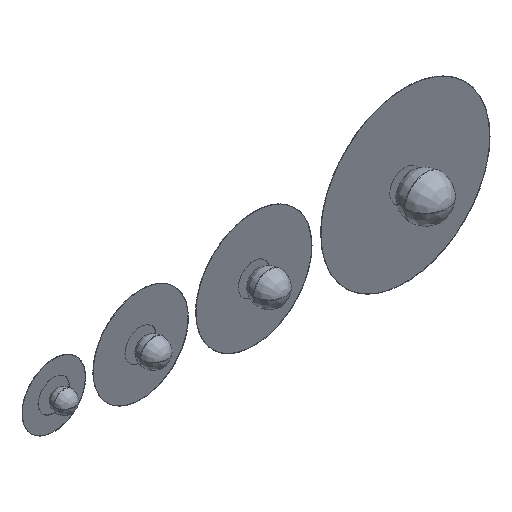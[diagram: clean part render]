
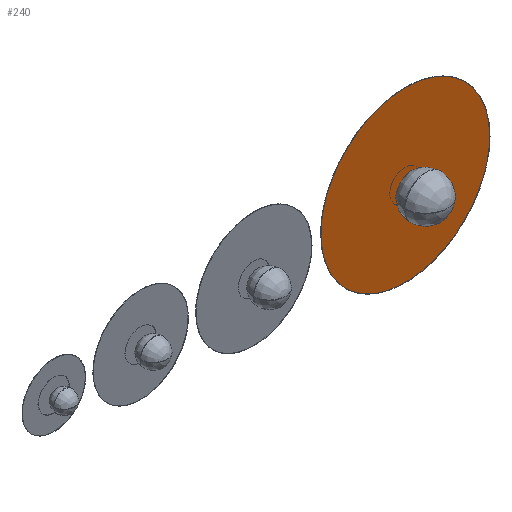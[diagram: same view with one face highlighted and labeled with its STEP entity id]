
A CAD part, isometric view. The second image highlights one B-rep face of the part: STEP entity #240.
In plain terms, the highlighted planar face has unit normal (0, -1, 0).
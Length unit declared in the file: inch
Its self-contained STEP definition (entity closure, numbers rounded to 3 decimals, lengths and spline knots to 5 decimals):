
#39=FACE_BOUND('',#612,.T.);
#240=ADVANCED_FACE('',(#425,#39),#2611,.T.);
#425=FACE_OUTER_BOUND('',#611,.T.);
#611=EDGE_LOOP('',(#838,#839));
#612=EDGE_LOOP('',(#840,#841));
#838=ORIENTED_EDGE('',*,*,#1607,.T.);
#839=ORIENTED_EDGE('',*,*,#1609,.F.);
#840=ORIENTED_EDGE('',*,*,#1610,.T.);
#841=ORIENTED_EDGE('',*,*,#1603,.F.);
#1603=EDGE_CURVE('',#2367,#2364,#1997,.T.);
#1607=EDGE_CURVE('',#2370,#2371,#2001,.T.);
#1609=EDGE_CURVE('',#2370,#2371,#2003,.T.);
#1610=EDGE_CURVE('',#2367,#2364,#2004,.T.);
#1997=(
BOUNDED_CURVE()
B_SPLINE_CURVE(2,(#3244,#3245,#3246,#3247,#3248),.UNSPECIFIED.,.F.,.F.)
B_SPLINE_CURVE_WITH_KNOTS((3,2,3),(-22.77655,-11.38827,0.),
 .UNSPECIFIED.)
CURVE()
GEOMETRIC_REPRESENTATION_ITEM()
RATIONAL_B_SPLINE_CURVE((1.,0.707,1.,0.707,1.))
REPRESENTATION_ITEM('')
);
#2001=(
BOUNDED_CURVE()
B_SPLINE_CURVE(2,(#3258,#3259,#3260,#3261,#3262),.UNSPECIFIED.,.F.,.F.)
B_SPLINE_CURVE_WITH_KNOTS((3,2,3),(-1356.53971,-678.26985,
0.),.UNSPECIFIED.)
CURVE()
GEOMETRIC_REPRESENTATION_ITEM()
RATIONAL_B_SPLINE_CURVE((1.,0.707,1.,0.707,1.))
REPRESENTATION_ITEM('')
);
#2003=(
BOUNDED_CURVE()
B_SPLINE_CURVE(2,(#3268,#3269,#3270,#3271,#3272),.UNSPECIFIED.,.F.,.F.)
B_SPLINE_CURVE_WITH_KNOTS((3,2,3),(0.,678.26985,1356.53971),
 .UNSPECIFIED.)
CURVE()
GEOMETRIC_REPRESENTATION_ITEM()
RATIONAL_B_SPLINE_CURVE((1.,0.707,1.,0.707,1.))
REPRESENTATION_ITEM('')
);
#2004=(
BOUNDED_CURVE()
B_SPLINE_CURVE(2,(#3273,#3274,#3275,#3276,#3277),.UNSPECIFIED.,.F.,.F.)
B_SPLINE_CURVE_WITH_KNOTS((3,2,3),(0.,11.38827,22.77655),
 .UNSPECIFIED.)
CURVE()
GEOMETRIC_REPRESENTATION_ITEM()
RATIONAL_B_SPLINE_CURVE((1.,0.707,1.,0.707,1.))
REPRESENTATION_ITEM('')
);
#2364=VERTEX_POINT('',#3227);
#2367=VERTEX_POINT('',#3230);
#2370=VERTEX_POINT('',#3233);
#2371=VERTEX_POINT('',#3234);
#2611=PLANE('',#2819);
#2819=AXIS2_PLACEMENT_3D('',#3208,#2852,$);
#2852=DIRECTION('',(0.,-1.,0.));
#3208=CARTESIAN_POINT('',(48.24901,-1.37078,31.58486));
#3227=CARTESIAN_POINT('',(28.79908,-1.37078,12.40332));
#3230=CARTESIAN_POINT('',(29.33585,-1.37078,12.40332));
#3233=CARTESIAN_POINT('',(45.05205,-1.37078,12.40332));
#3234=CARTESIAN_POINT('',(13.08289,-1.37078,12.40332));
#3244=CARTESIAN_POINT('',(29.33585,-1.37078,12.40332));
#3245=CARTESIAN_POINT('',(29.33585,-1.37078,12.6717));
#3246=CARTESIAN_POINT('',(29.06747,-1.37078,12.6717));
#3247=CARTESIAN_POINT('',(28.79908,-1.37078,12.6717));
#3248=CARTESIAN_POINT('',(28.79908,-1.37078,12.40332));
#3258=CARTESIAN_POINT('',(45.05205,-1.37078,12.40332));
#3259=CARTESIAN_POINT('',(45.05205,-1.37078,28.3879));
#3260=CARTESIAN_POINT('',(29.06747,-1.37078,28.3879));
#3261=CARTESIAN_POINT('',(13.08289,-1.37078,28.3879));
#3262=CARTESIAN_POINT('',(13.08289,-1.37078,12.40332));
#3268=CARTESIAN_POINT('',(45.05205,-1.37078,12.40332));
#3269=CARTESIAN_POINT('',(45.05205,-1.37078,-3.58126));
#3270=CARTESIAN_POINT('',(29.06747,-1.37078,-3.58126));
#3271=CARTESIAN_POINT('',(13.08289,-1.37078,-3.58126));
#3272=CARTESIAN_POINT('',(13.08289,-1.37078,12.40332));
#3273=CARTESIAN_POINT('',(29.33585,-1.37078,12.40332));
#3274=CARTESIAN_POINT('',(29.33585,-1.37078,12.13494));
#3275=CARTESIAN_POINT('',(29.06747,-1.37078,12.13494));
#3276=CARTESIAN_POINT('',(28.79908,-1.37078,12.13494));
#3277=CARTESIAN_POINT('',(28.79908,-1.37078,12.40332));
